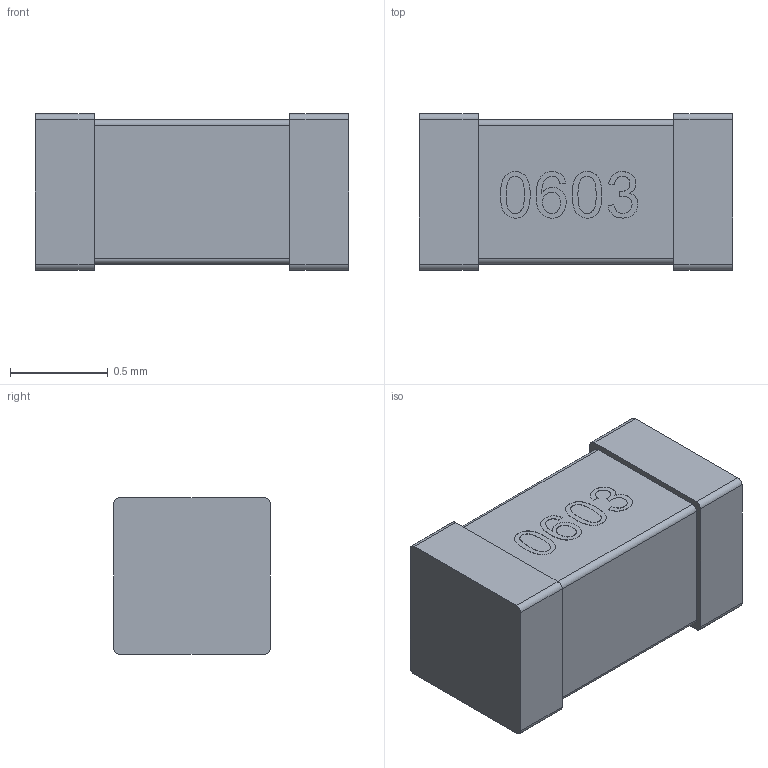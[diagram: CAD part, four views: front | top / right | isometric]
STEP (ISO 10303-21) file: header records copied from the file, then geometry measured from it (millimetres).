
FILE_DESCRIPTION(('FreeCAD Model'),'2;1');
FILE_NAME('0603C.step','2022-09-12T08:54:04' ,('Author'),(''),'Open CASCADE STEP processor 7.3','FreeCAD','Unknown' );
FILE_SCHEMA(('AUTOMOTIVE_DESIGN { 1 0 10303 214 1 1 1 1 }'));
Length unit declared in the file: millimetre
Products named in the file (2): C_0603_1608Metric; Extrude
Bounding box: 1.6 x 0.8 x 0.8 mm (x, y, z)
Volume: 0.9 mm3; surface area: 6.4 mm2
Topology: 5 solids, 5 shells, 134 faces, 366 edges, 244 vertices
Faces by surface type: extrusion 94, plane 28, cylinder 12
Entity records: 5330 total; most frequent: CARTESIAN_POINT 1309, ORIENTED_EDGE 732, DIRECTION 378, EDGE_CURVE 366, B_SPLINE_CURVE_WITH_KNOTS 282, VECTOR 248, VERTEX_POINT 244, LINE 154
